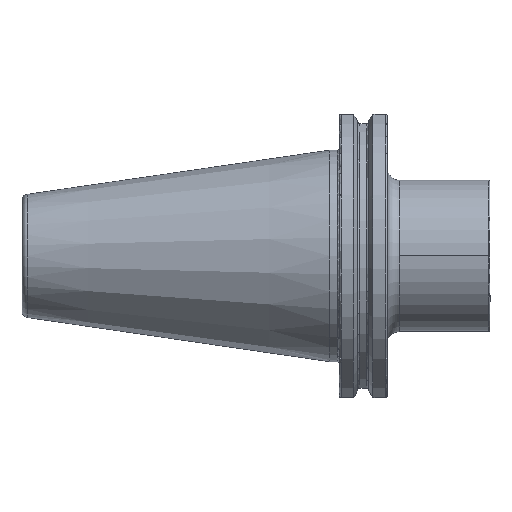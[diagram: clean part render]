
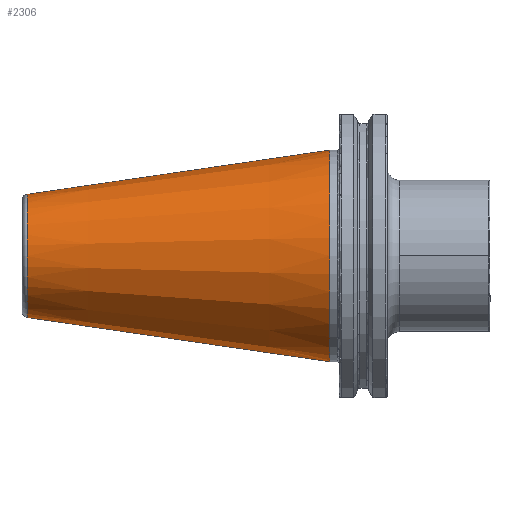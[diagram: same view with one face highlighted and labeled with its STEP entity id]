
A CAD part, front view. The second image highlights one B-rep face of the part: STEP entity #2306.
In plain terms, the highlighted conical face has half-angle 8.297 degrees and reference radius 34.925 mm.
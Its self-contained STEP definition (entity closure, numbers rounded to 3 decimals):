
#47 = DIRECTION ( 'NONE',  ( 0., 0., -1. ) ) ;
#141 = CARTESIAN_POINT ( 'NONE',  ( 0., 0., -34.925 ) ) ;
#507 = EDGE_CURVE ( 'NONE', #3871, #4673, #4286, .T. ) ;
#715 = EDGE_LOOP ( 'NONE', ( #3752, #3612, #3247, #2147 ) ) ;
#1267 = AXIS2_PLACEMENT_3D ( 'NONE', #3811, #3798, #3775 ) ;
#1546 = DIRECTION ( 'NONE',  ( 0.99, 0., 0.144 ) ) ;
#1593 = CARTESIAN_POINT ( 'NONE',  ( 0., 0., 0. ) ) ;
#2025 = DIRECTION ( 'NONE',  ( 0., 0., 1. ) ) ;
#2147 = ORIENTED_EDGE ( 'NONE', *, *, #5007, .T. ) ;
#2306 = ADVANCED_FACE ( 'NONE', ( #5218 ), #4880, .T. ) ;
#2435 = EDGE_CURVE ( 'NONE', #4738, #4410, #3968, .T. ) ;
#2531 = CARTESIAN_POINT ( 'NONE',  ( 0., 0., 34.925 ) ) ;
#2663 = CARTESIAN_POINT ( 'NONE',  ( -99.889, 0., -20.358 ) ) ;
#2673 = CARTESIAN_POINT ( 'NONE',  ( 0., 0., 34.925 ) ) ;
#2685 = CIRCLE ( 'NONE', #5356, 34.925 ) ;
#2749 = DIRECTION ( 'NONE',  ( 1., 0., 0. ) ) ;
#3223 = CARTESIAN_POINT ( 'NONE',  ( 0., 0., -34.925 ) ) ;
#3247 = ORIENTED_EDGE ( 'NONE', *, *, #507, .T. ) ;
#3612 = ORIENTED_EDGE ( 'NONE', *, *, #3840, .F. ) ;
#3752 = ORIENTED_EDGE ( 'NONE', *, *, #2435, .F. ) ;
#3765 = VECTOR ( 'NONE', #1546, 1000. ) ;
#3775 = DIRECTION ( 'NONE',  ( 0., 0., 1. ) ) ;
#3798 = DIRECTION ( 'NONE',  ( -1., 0., 0. ) ) ;
#3811 = CARTESIAN_POINT ( 'NONE',  ( -99.889, 0., 0. ) ) ;
#3840 = EDGE_CURVE ( 'NONE', #3871, #4738, #5260, .T. ) ;
#3871 = VERTEX_POINT ( 'NONE', #2663 ) ;
#3968 = LINE ( 'NONE', #2531, #3765 ) ;
#4081 = CARTESIAN_POINT ( 'NONE',  ( -99.889, 0., 20.358 ) ) ;
#4286 = LINE ( 'NONE', #141, #4398 ) ;
#4398 = VECTOR ( 'NONE', #5274, 1000. ) ;
#4410 = VERTEX_POINT ( 'NONE', #2673 ) ;
#4477 = DIRECTION ( 'NONE',  ( -1., 0., 0. ) ) ;
#4673 = VERTEX_POINT ( 'NONE', #3223 ) ;
#4738 = VERTEX_POINT ( 'NONE', #4081 ) ;
#4825 = AXIS2_PLACEMENT_3D ( 'NONE', #5484, #2749, #47 ) ;
#4880 = CONICAL_SURFACE ( 'NONE', #4825, 34.925, 0.145 ) ;
#5007 = EDGE_CURVE ( 'NONE', #4673, #4410, #2685, .T. ) ;
#5218 = FACE_OUTER_BOUND ( 'NONE', #715, .T. ) ;
#5260 = CIRCLE ( 'NONE', #1267, 20.358 ) ;
#5274 = DIRECTION ( 'NONE',  ( 0.99, 0., -0.144 ) ) ;
#5356 = AXIS2_PLACEMENT_3D ( 'NONE', #1593, #4477, #2025 ) ;
#5484 = CARTESIAN_POINT ( 'NONE',  ( 0., 0., 0. ) ) ;
